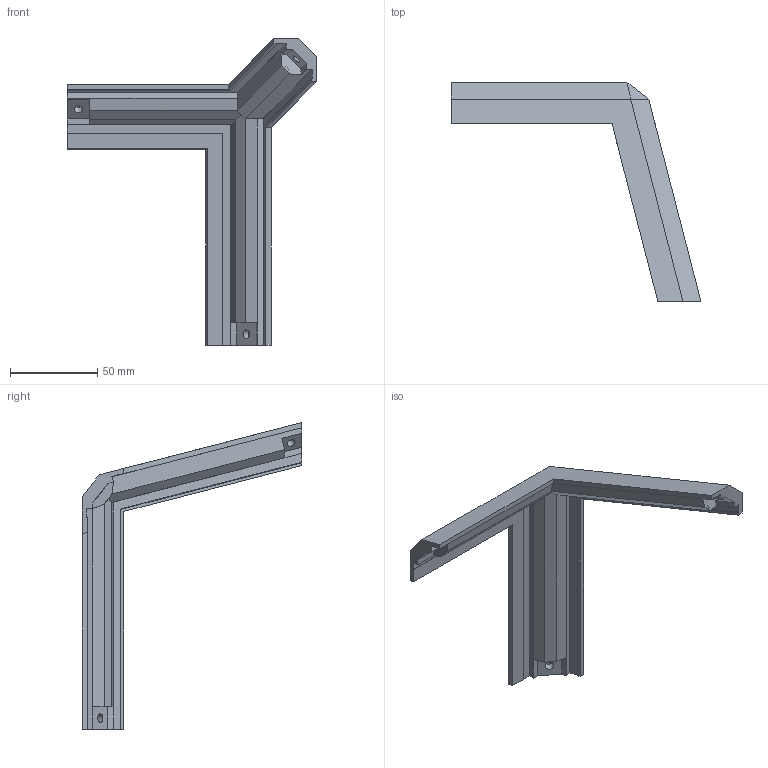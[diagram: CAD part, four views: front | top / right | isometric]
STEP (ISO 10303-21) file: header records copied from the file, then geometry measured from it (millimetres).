
FILE_DESCRIPTION(/* description */ (''),/* implementation_level */ '2;1');
FILE_NAME(/* name */ 'TopCorner2.step',/* time_stamp */ '2021-10-30T22:08:57+02:00',/* author */ (''),/* organization */ (''),/* preprocessor_version */ 'ST-DEVELOPER v18.1',/* originating_system */ 'Autodesk Translation Framework v10.10.0.1391',/* authorisation */ '');
FILE_SCHEMA (('AUTOMOTIVE_DESIGN { 1 0 10303 214 3 1 1 }'));
Length unit declared in the file: millimetre
Products named in the file (1): VCore Lid
Bounding box: 143.03 x 125.66 x 175.58 mm (x, y, z)
Volume: 98298.4 mm3; surface area: 35027 mm2
Topology: 1 solids, 1 shells, 68 faces, 178 edges, 115 vertices
Faces by surface type: plane 65, cylinder 3
Full cylindrical faces by diameter (mm): 4.9 x3
Entity records: 2069 total; most frequent: CARTESIAN_POINT 362, ORIENTED_EDGE 356, DIRECTION 322, EDGE_CURVE 178, LINE 172, VECTOR 172, VERTEX_POINT 115, AXIS2_PLACEMENT_3D 75
